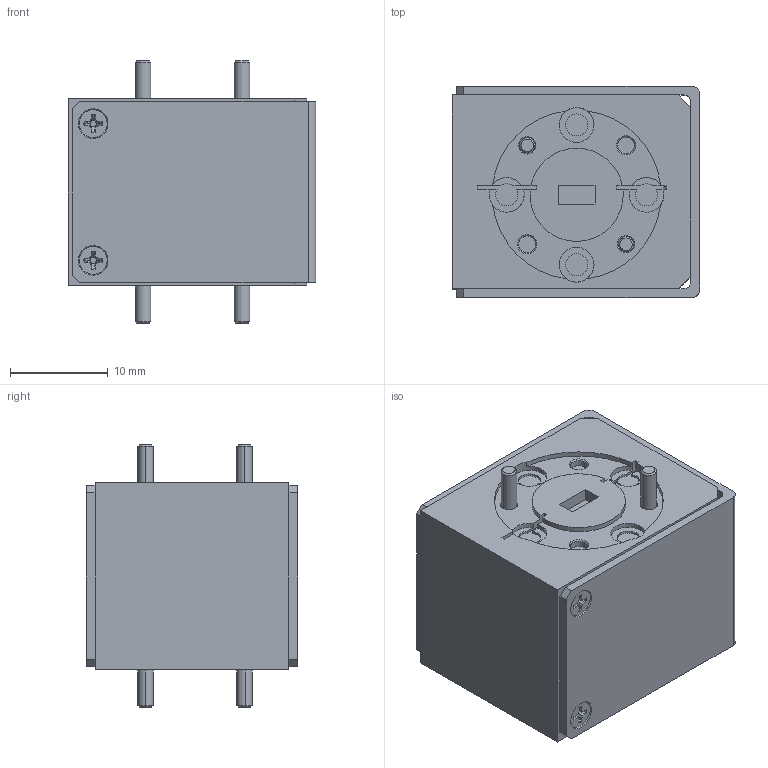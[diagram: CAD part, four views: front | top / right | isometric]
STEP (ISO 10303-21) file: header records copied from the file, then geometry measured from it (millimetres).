
FILE_DESCRIPTION (( 'STEP AP203' ), '1' );
FILE_NAME ('NW-IV-A.STEP', '2022-08-03T16:59:56', ( '' ), ( '' ), 'SwSTEP 2.0', 'SolidWorks 2021', '' );
FILE_SCHEMA (( 'CONFIG_CONTROL_DESIGN' ));
Length unit declared in the file: inch
Products named in the file (1): NW-IV-A
Bounding box: 25.27 x 21.59 x 26.8 mm (x, y, z)
Volume: 10006.3 mm3; surface area: 4172.4 mm2
Topology: 1 solids, 22 shells, 638 faces, 1695 edges, 1115 vertices
Faces by surface type: plane 249, cylinder 242, bspline 85, cone 62
Entity records: 69387 total; most frequent: CARTESIAN_POINT 54684, ORIENTED_EDGE 3390, DIRECTION 2664, EDGE_CURVE 1695, VERTEX_POINT 1115, AXIS2_PLACEMENT_3D 927, VECTOR 810, LINE 810
